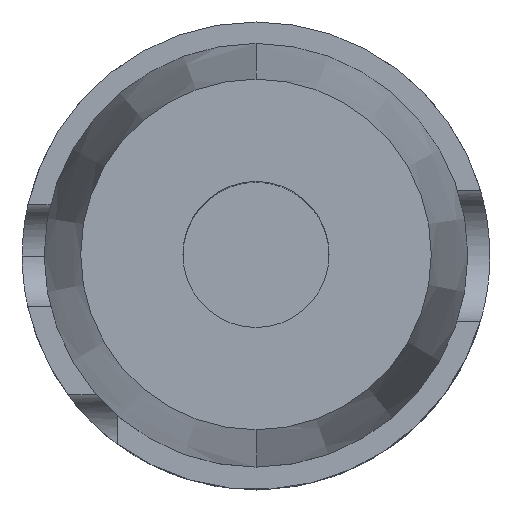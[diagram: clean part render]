
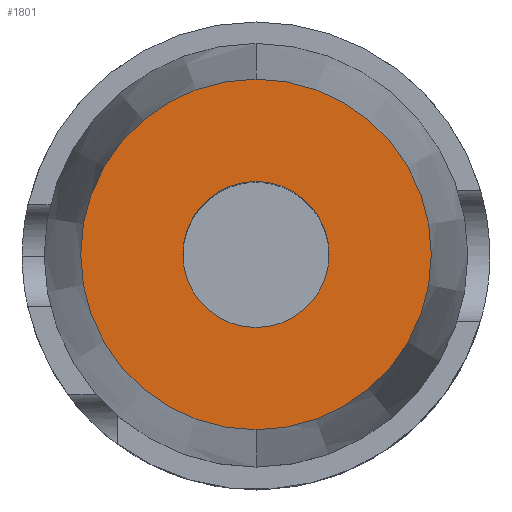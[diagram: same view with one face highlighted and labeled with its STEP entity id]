
A CAD part, top view. The second image highlights one B-rep face of the part: STEP entity #1801.
In plain terms, the highlighted planar face has unit normal (0, 0, 1).
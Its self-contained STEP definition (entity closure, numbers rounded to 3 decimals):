
#139 = FACE_OUTER_BOUND ( 'NONE', #1687, .T. ) ;
#241 = EDGE_LOOP ( 'NONE', ( #1483, #799 ) ) ;
#403 = CARTESIAN_POINT ( 'NONE',  ( 0., 0., 70. ) ) ;
#521 = CIRCLE ( 'NONE', #2365, 12. ) ;
#612 = DIRECTION ( 'NONE',  ( 0., 1., 0. ) ) ;
#683 = DIRECTION ( 'NONE',  ( 0., 1., 0. ) ) ;
#799 = ORIENTED_EDGE ( 'NONE', *, *, #3050, .T. ) ;
#881 = CIRCLE ( 'NONE', #967, 5. ) ;
#967 = AXIS2_PLACEMENT_3D ( 'NONE', #2823, #2775, #612 ) ;
#1038 = AXIS2_PLACEMENT_3D ( 'NONE', #403, #1752, #683 ) ;
#1100 = CARTESIAN_POINT ( 'NONE',  ( 0., 0., 70. ) ) ;
#1130 = AXIS2_PLACEMENT_3D ( 'NONE', #1271, #2112, #3196 ) ;
#1207 = CARTESIAN_POINT ( 'NONE',  ( 0., -5., 70. ) ) ;
#1271 = CARTESIAN_POINT ( 'NONE',  ( 0., 0., 70. ) ) ;
#1363 = CIRCLE ( 'NONE', #1130, 12. ) ;
#1445 = ORIENTED_EDGE ( 'NONE', *, *, #3229, .F. ) ;
#1483 = ORIENTED_EDGE ( 'NONE', *, *, #2687, .T. ) ;
#1514 = CARTESIAN_POINT ( 'NONE',  ( 0., -12., 70. ) ) ;
#1679 = VERTEX_POINT ( 'NONE', #2386 ) ;
#1687 = EDGE_LOOP ( 'NONE', ( #1445, #2063 ) ) ;
#1752 = DIRECTION ( 'NONE',  ( 0., 0., -1. ) ) ;
#1801 = ADVANCED_FACE ( 'NONE', ( #1965, #139 ), #2407, .T. ) ;
#1965 = FACE_BOUND ( 'NONE', #241, .T. ) ;
#2018 = EDGE_CURVE ( 'NONE', #2887, #1679, #521, .T. ) ;
#2063 = ORIENTED_EDGE ( 'NONE', *, *, #2018, .F. ) ;
#2112 = DIRECTION ( 'NONE',  ( 0., 0., -1. ) ) ;
#2198 = VERTEX_POINT ( 'NONE', #1207 ) ;
#2365 = AXIS2_PLACEMENT_3D ( 'NONE', #1100, #2485, #2762 ) ;
#2386 = CARTESIAN_POINT ( 'NONE',  ( 0., 12., 70. ) ) ;
#2407 = PLANE ( 'NONE',  #2413 ) ;
#2413 = AXIS2_PLACEMENT_3D ( 'NONE', #2673, #2686, #3239 ) ;
#2485 = DIRECTION ( 'NONE',  ( 0., 0., -1. ) ) ;
#2527 = VERTEX_POINT ( 'NONE', #2989 ) ;
#2673 = CARTESIAN_POINT ( 'NONE',  ( 0., 12., 70. ) ) ;
#2686 = DIRECTION ( 'NONE',  ( 0., 0., 1. ) ) ;
#2687 = EDGE_CURVE ( 'NONE', #2527, #2198, #3414, .T. ) ;
#2762 = DIRECTION ( 'NONE',  ( 0., 1., 0. ) ) ;
#2775 = DIRECTION ( 'NONE',  ( 0., 0., -1. ) ) ;
#2823 = CARTESIAN_POINT ( 'NONE',  ( 0., 0., 70. ) ) ;
#2887 = VERTEX_POINT ( 'NONE', #1514 ) ;
#2989 = CARTESIAN_POINT ( 'NONE',  ( 0., 5., 70. ) ) ;
#3050 = EDGE_CURVE ( 'NONE', #2198, #2527, #881, .T. ) ;
#3196 = DIRECTION ( 'NONE',  ( 0., 1., 0. ) ) ;
#3229 = EDGE_CURVE ( 'NONE', #1679, #2887, #1363, .T. ) ;
#3239 = DIRECTION ( 'NONE',  ( 0., -1., 0. ) ) ;
#3414 = CIRCLE ( 'NONE', #1038, 5. ) ;
